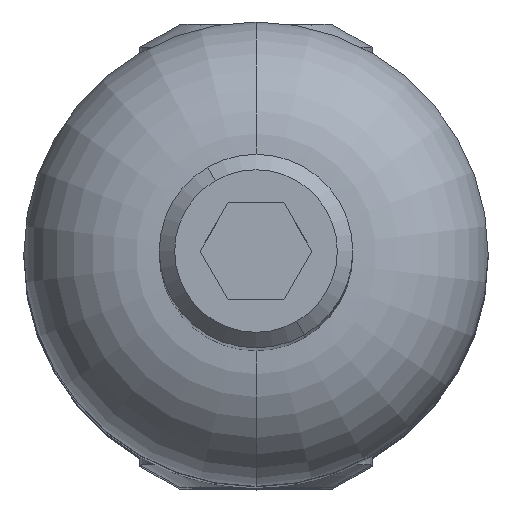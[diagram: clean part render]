
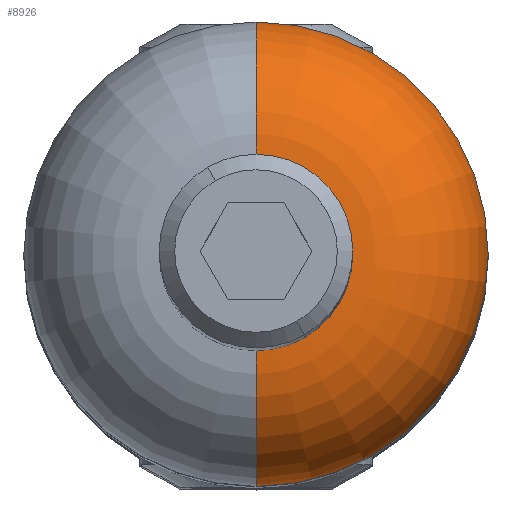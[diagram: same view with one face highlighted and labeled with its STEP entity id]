
A CAD part, top view. The second image highlights one B-rep face of the part: STEP entity #8926.
In plain terms, the highlighted toroidal (fillet/blend) face has major radius 2.5 mm and minor radius 3.5 mm.
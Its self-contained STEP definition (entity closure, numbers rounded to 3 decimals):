
#348 = DIRECTION ( 'NONE',  ( 0., 1., 0. ) ) ;
#604 = AXIS2_PLACEMENT_3D ( 'NONE', #9589, #7092, #13534 ) ;
#698 = EDGE_CURVE ( 'NONE', #6836, #5699, #9127, .T. ) ;
#1515 = CARTESIAN_POINT ( 'NONE',  ( 0., 2.5, 26.5 ) ) ;
#1668 = ORIENTED_EDGE ( 'NONE', *, *, #5069, .T. ) ;
#2248 = DIRECTION ( 'NONE',  ( 0., 0., -1. ) ) ;
#2465 = FACE_OUTER_BOUND ( 'NONE', #6573, .T. ) ;
#3519 = DIRECTION ( 'NONE',  ( 0., 1., 0. ) ) ;
#3535 = CARTESIAN_POINT ( 'NONE',  ( 0., -2.5, 30. ) ) ;
#3878 = ORIENTED_EDGE ( 'NONE', *, *, #12540, .F. ) ;
#5069 = EDGE_CURVE ( 'NONE', #12985, #5699, #10862, .T. ) ;
#5349 = DIRECTION ( 'NONE',  ( 0., 0., 1. ) ) ;
#5699 = VERTEX_POINT ( 'NONE', #6501 ) ;
#6501 = CARTESIAN_POINT ( 'NONE',  ( 0., -6., 26.5 ) ) ;
#6573 = EDGE_LOOP ( 'NONE', ( #3878, #1668, #11974, #7545 ) ) ;
#6690 = DIRECTION ( 'NONE',  ( 0., 0., 1. ) ) ;
#6821 = CARTESIAN_POINT ( 'NONE',  ( 0., -2.5, 26.5 ) ) ;
#6836 = VERTEX_POINT ( 'NONE', #11661 ) ;
#7092 = DIRECTION ( 'NONE',  ( 0., 0., -1. ) ) ;
#7545 = ORIENTED_EDGE ( 'NONE', *, *, #9322, .F. ) ;
#8926 = ADVANCED_FACE ( 'NONE', ( #2465 ), #11226, .T. ) ;
#9032 = AXIS2_PLACEMENT_3D ( 'NONE', #11777, #6690, #348 ) ;
#9127 = CIRCLE ( 'NONE', #9871, 6. ) ;
#9322 = EDGE_CURVE ( 'NONE', #13005, #6836, #11832, .T. ) ;
#9589 = CARTESIAN_POINT ( 'NONE',  ( 0., 0., 26.5 ) ) ;
#9854 = CARTESIAN_POINT ( 'NONE',  ( 0., 0., 26.5 ) ) ;
#9871 = AXIS2_PLACEMENT_3D ( 'NONE', #9854, #2248, #3519 ) ;
#10522 = DIRECTION ( 'NONE',  ( 0., 1., 0. ) ) ;
#10862 = CIRCLE ( 'NONE', #12069, 3.5 ) ;
#11226 = TOROIDAL_SURFACE ( 'NONE', #604, 2.5, 3.5 ) ;
#11661 = CARTESIAN_POINT ( 'NONE',  ( 0., 6., 26.5 ) ) ;
#11777 = CARTESIAN_POINT ( 'NONE',  ( 0., 0., 30. ) ) ;
#11832 = CIRCLE ( 'NONE', #11988, 3.5 ) ;
#11974 = ORIENTED_EDGE ( 'NONE', *, *, #698, .F. ) ;
#11988 = AXIS2_PLACEMENT_3D ( 'NONE', #1515, #12971, #5349 ) ;
#12069 = AXIS2_PLACEMENT_3D ( 'NONE', #6821, #14501, #10522 ) ;
#12447 = CARTESIAN_POINT ( 'NONE',  ( 0., 2.5, 30. ) ) ;
#12540 = EDGE_CURVE ( 'NONE', #12985, #13005, #16245, .T. ) ;
#12971 = DIRECTION ( 'NONE',  ( -1., 0., 0. ) ) ;
#12985 = VERTEX_POINT ( 'NONE', #3535 ) ;
#13005 = VERTEX_POINT ( 'NONE', #12447 ) ;
#13534 = DIRECTION ( 'NONE',  ( 0., 1., 0. ) ) ;
#14501 = DIRECTION ( 'NONE',  ( 1., 0., 0. ) ) ;
#16245 = CIRCLE ( 'NONE', #9032, 2.5 ) ;
